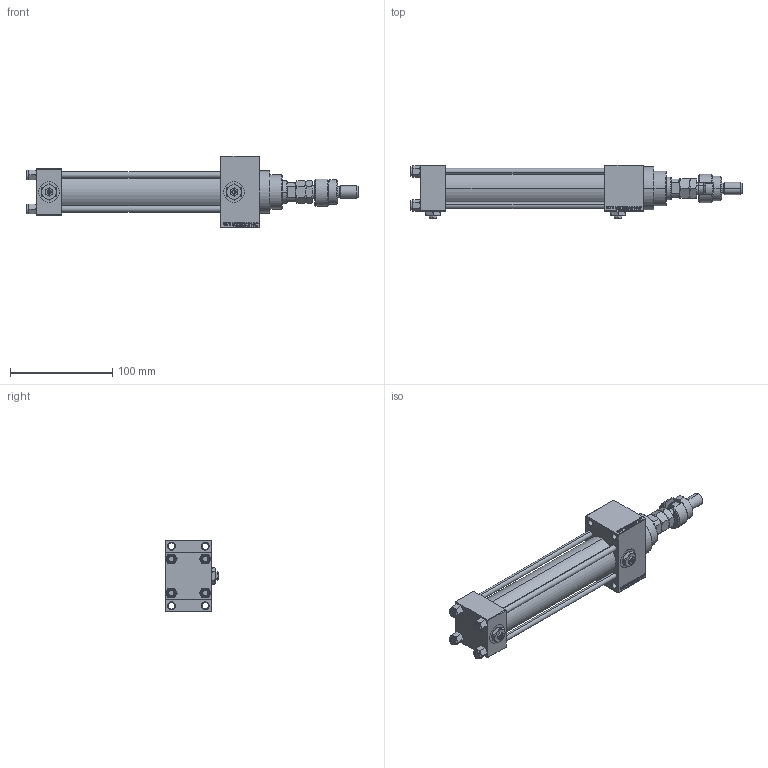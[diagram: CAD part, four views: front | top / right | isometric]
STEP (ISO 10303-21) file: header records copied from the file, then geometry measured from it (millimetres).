
FILE_DESCRIPTION (( 'STEP AP203' ), '1' );
FILE_NAME ('7fd2.STEP', '2025-02-18T20:57:38', ( '' ), ( '' ), 'SwSTEP 2.0', 'SolidWorks 2019', '' );
FILE_SCHEMA (( 'CONFIG_CONTROL_DESIGN' ));
Length unit declared in the file: millimetre
Products named in the file (10): V215_VC_A 17a68d72d2036fe9a321a31b3f5286b6; V215CR_D_TYCINKA 17a68d72d2036fe9a321a31b3f5286b6; Zatka_pro_OIL_PORT 17a68d72d2036fe9a321a31b3f5286b6; V215CR_VCP_D 17a68d72d2036fe9a321a31b3f5286b6; DFA 17a68d72d2036fe9a321a31b3f5286b6; MFA 17a68d72d2036fe9a321a31b3f5286b6; V215CR_D_Body 17a68d72d2036fe9a321a31b3f5286b6; NUT_M5_D 17a68d72d2036fe9a321a31b3f5286b6; FEMALE_PART_FOR_DFA 17a68d72d2036fe9a321a31b3f5286b6; 7fd2
Assembly tree (16 placements, depth 3):
  7fd2
    V215CR_D_Body 17a68d72d2036fe9a321a31b3f5286b6
    V215CR_VCP_D 17a68d72d2036fe9a321a31b3f5286b6
    NUT_M5_D 17a68d72d2036fe9a321a31b3f5286b6  x4
    V215CR_D_TYCINKA 17a68d72d2036fe9a321a31b3f5286b6  x4
    V215_VC_A 17a68d72d2036fe9a321a31b3f5286b6
    DFA 17a68d72d2036fe9a321a31b3f5286b6
      FEMALE_PART_FOR_DFA 17a68d72d2036fe9a321a31b3f5286b6
      MFA 17a68d72d2036fe9a321a31b3f5286b6
    Zatka_pro_OIL_PORT 17a68d72d2036fe9a321a31b3f5286b6  x2
Bounding box: 324 x 52 x 70 mm (x, y, z)
Volume: 347672.7 mm3; surface area: 126586.4 mm2
Topology: 15 solids, 15 shells, 1287 faces, 3150 edges, 2013 vertices
Faces by surface type: plane 570, bspline 368, cone 224, cylinder 113, torus 12
Entity records: 51896 total; most frequent: CARTESIAN_POINT 26355, ORIENTED_EDGE 5600, DIRECTION 3802, EDGE_CURVE 2800, VERTEX_POINT 1811, VECTOR 1606, LINE 1606, EDGE_LOOP 1267
